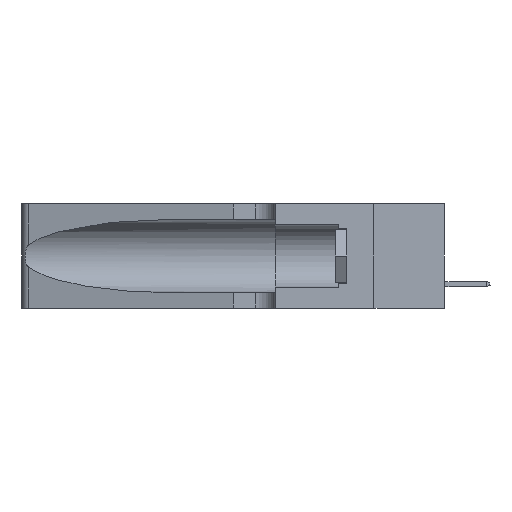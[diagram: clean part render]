
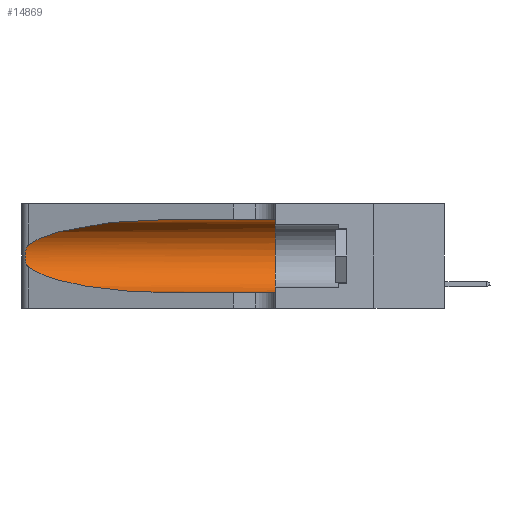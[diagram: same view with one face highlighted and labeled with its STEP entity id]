
A CAD part, left-side view. The second image highlights one B-rep face of the part: STEP entity #14869.
In plain terms, the highlighted cylindrical face has radius 3.308 mm (diameter 6.617 mm), a partial arc.
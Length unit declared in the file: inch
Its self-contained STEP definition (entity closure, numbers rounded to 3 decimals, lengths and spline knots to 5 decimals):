
#738 = CIRCLE ( 'NONE', #8407, 0.13025 ) ;
#1618 = CARTESIAN_POINT ( 'NONE',  ( 0.26017, 1.23833, 0.17102 ) ) ;
#1800 = DIRECTION ( 'NONE',  ( 0., -1., 0. ) ) ;
#1884 = VERTEX_POINT ( 'NONE', #6598 ) ;
#2694 = EDGE_CURVE ( 'NONE', #14672, #14453, #738, .T. ) ;
#3610 = FACE_OUTER_BOUND ( 'NONE', #22644, .T. ) ;
#3908 = CARTESIAN_POINT ( 'NONE',  ( 0.26075, 1.23896, 0.19203 ) ) ;
#4226 = CARTESIAN_POINT ( 'NONE',  ( 0.26075, 1.23896, 0.178 ) ) ;
#4494 = ORIENTED_EDGE ( 'NONE', *, *, #26247, .T. ) ;
#5114 = DIRECTION ( 'NONE',  ( 0., 0., 1. ) ) ;
#6455 = AXIS2_PLACEMENT_3D ( 'NONE', #30085, #1800, #8892 ) ;
#6519 = CARTESIAN_POINT ( 'NONE',  ( 0.25856, 1.23593, 0.16098 ) ) ;
#6598 = CARTESIAN_POINT ( 'NONE',  ( 0.25487, 1.22718, 0.14631 ) ) ;
#6653 = CARTESIAN_POINT ( 'NONE',  ( 0.1305, 1.61858, 0.31525 ) ) ;
#7489 = ORIENTED_EDGE ( 'NONE', *, *, #2694, .F. ) ;
#7703 = DIRECTION ( 'NONE',  ( 0., 1., 0. ) ) ;
#8407 = AXIS2_PLACEMENT_3D ( 'NONE', #26328, #7703, #5114 ) ;
#8476 = LINE ( 'NONE', #16817, #21047 ) ;
#8892 = DIRECTION ( 'NONE',  ( 0., 0., -1. ) ) ;
#8922 = CARTESIAN_POINT ( 'NONE',  ( 0.25787, 1.23484, 0.2124 ) ) ;
#9314 = VECTOR ( 'NONE', #23666, 39.37008 ) ;
#10163 = CARTESIAN_POINT ( 'NONE',  ( 0.1305, 0.72297, 0.31525 ) ) ;
#10985 = CARTESIAN_POINT ( 'NONE',  ( 0.25555, 1.22993, 0.14849 ) ) ;
#11194 = CARTESIAN_POINT ( 'NONE',  ( 0.25487, 1.22718, 0.22369 ) ) ;
#12389 = CARTESIAN_POINT ( 'NONE',  ( 0.25487, 1.22718, 0.22369 ) ) ;
#12607 = CARTESIAN_POINT ( 'NONE',  ( 0.2373, 1.15595, 0.08982 ) ) ;
#13464 = CARTESIAN_POINT ( 'NONE',  ( 0.25487, 1.22718, 0.14631 ) ) ;
#13574 = CARTESIAN_POINT ( 'NONE',  ( 0.25555, 1.22994, 0.2215 ) ) ;
#13672 = CARTESIAN_POINT ( 'NONE',  ( 0.25789, 1.23486, 0.15765 ) ) ;
#14453 = VERTEX_POINT ( 'NONE', #28315 ) ;
#14672 = VERTEX_POINT ( 'NONE', #27556 ) ;
#14869 = ADVANCED_FACE ( 'NONE', ( #3610 ), #28832, .F. ) ;
#15946 = CARTESIAN_POINT ( 'NONE',  ( 0.25639, 1.23184, 0.21858 ) ) ;
#16325 = EDGE_CURVE ( 'NONE', #29595, #17206, #26975, .T. ) ;
#16817 = CARTESIAN_POINT ( 'NONE',  ( 0.1305, 1.61858, 0.05475 ) ) ;
#16938 = EDGE_CURVE ( 'NONE', #17206, #1884, #26024, .T. ) ;
#17206 = VERTEX_POINT ( 'NONE', #12389 ) ;
#17393 = CARTESIAN_POINT ( 'NONE',  ( 0.2373, 1.15595, 0.28018 ) ) ;
#17496 = CARTESIAN_POINT ( 'NONE',  ( 0.25487, 1.22718, 0.22369 ) ) ;
#18811 = EDGE_CURVE ( 'NONE', #1884, #24444, #23769, .T. ) ;
#19472 = ORIENTED_EDGE ( 'NONE', *, *, #16325, .T. ) ;
#19576 = CARTESIAN_POINT ( 'NONE',  ( 0.18966, 0.96281, 0.31525 ) ) ;
#19667 = ORIENTED_EDGE ( 'NONE', *, *, #24183, .F. ) ;
#19942 = CARTESIAN_POINT ( 'NONE',  ( 0.25487, 1.22718, 0.14631 ) ) ;
#20699 = CARTESIAN_POINT ( 'NONE',  ( 0.26018, 1.23835, 0.19895 ) ) ;
#21047 = VECTOR ( 'NONE', #24018, 39.37008 ) ;
#21245 = ORIENTED_EDGE ( 'NONE', *, *, #16938, .T. ) ;
#22116 = ORIENTED_EDGE ( 'NONE', *, *, #18811, .T. ) ;
#22644 = EDGE_LOOP ( 'NONE', ( #19472, #21245, #22116, #4494, #7489, #19667 ) ) ;
#22705 = CARTESIAN_POINT ( 'NONE',  ( 0.25639, 1.23186, 0.15144 ) ) ;
#22998 = CARTESIAN_POINT ( 'NONE',  ( 0.25854, 1.2359, 0.20912 ) ) ;
#23666 = DIRECTION ( 'NONE',  ( 0., -1., 0. ) ) ;
#23769 =( BOUNDED_CURVE ( )  B_SPLINE_CURVE ( 3, ( #19942, #12607, #27002, #24517 ),
 .UNSPECIFIED., .F., .T. ) 
 B_SPLINE_CURVE_WITH_KNOTS ( ( 4, 4 ),
 ( 3.44316, 4.71239 ),
 .UNSPECIFIED. ) 
 CURVE ( )  GEOMETRIC_REPRESENTATION_ITEM ( )  RATIONAL_B_SPLINE_CURVE ( ( 1., 0.87, 0.87, 1. ) ) 
 REPRESENTATION_ITEM ( '' )  );
#24018 = DIRECTION ( 'NONE',  ( 0., -1., 0. ) ) ;
#24183 = EDGE_CURVE ( 'NONE', #29595, #14672, #30429, .T. ) ;
#24362 = CARTESIAN_POINT ( 'NONE',  ( 0.1305, 0.72297, 0.05475 ) ) ;
#24444 = VERTEX_POINT ( 'NONE', #24362 ) ;
#24517 = CARTESIAN_POINT ( 'NONE',  ( 0.1305, 0.72297, 0.05475 ) ) ;
#26024 = B_SPLINE_CURVE_WITH_KNOTS ( 'NONE', 3,
 ( #11194, #13574, #15946, #8922, #22998, #20699, #3908, #4226, #1618, #6519, #13672, #22705, #10985, #13464 ),
 .UNSPECIFIED., .F., .F.,
 ( 4, 2, 2, 2, 2, 2, 4 ),
 ( 0., 0.00027, 0.00053, 0.00107, 0.0016, 0.00187, 0.00214 ),
 .UNSPECIFIED. ) ;
#26247 = EDGE_CURVE ( 'NONE', #24444, #14453, #8476, .T. ) ;
#26328 = CARTESIAN_POINT ( 'NONE',  ( 0.1305, 0.35, 0.185 ) ) ;
#26975 =( BOUNDED_CURVE ( )  B_SPLINE_CURVE ( 3, ( #10163, #19576, #17393, #17496 ),
 .UNSPECIFIED., .F., .T. ) 
 B_SPLINE_CURVE_WITH_KNOTS ( ( 4, 4 ),
 ( 1.5708, 2.84003 ),
 .UNSPECIFIED. ) 
 CURVE ( )  GEOMETRIC_REPRESENTATION_ITEM ( )  RATIONAL_B_SPLINE_CURVE ( ( 1., 0.87, 0.87, 1. ) ) 
 REPRESENTATION_ITEM ( '' )  );
#27002 = CARTESIAN_POINT ( 'NONE',  ( 0.18966, 0.96281, 0.05475 ) ) ;
#27556 = CARTESIAN_POINT ( 'NONE',  ( 0.1305, 0.35, 0.31525 ) ) ;
#28315 = CARTESIAN_POINT ( 'NONE',  ( 0.1305, 0.35, 0.05475 ) ) ;
#28832 = CYLINDRICAL_SURFACE ( 'NONE', #6455, 0.13025 ) ;
#29595 = VERTEX_POINT ( 'NONE', #30645 ) ;
#30085 = CARTESIAN_POINT ( 'NONE',  ( 0.1305, 1.61858, 0.185 ) ) ;
#30429 = LINE ( 'NONE', #6653, #9314 ) ;
#30645 = CARTESIAN_POINT ( 'NONE',  ( 0.1305, 0.72297, 0.31525 ) ) ;
